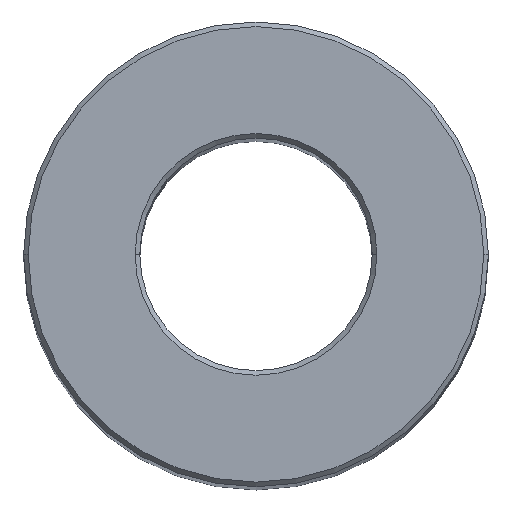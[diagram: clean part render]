
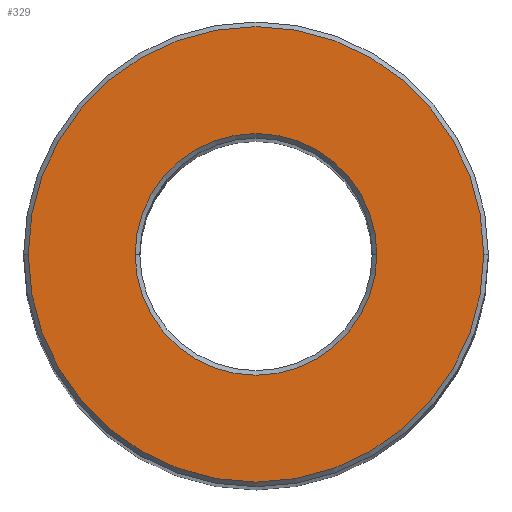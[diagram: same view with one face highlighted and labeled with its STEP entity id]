
A CAD part, top view. The second image highlights one B-rep face of the part: STEP entity #329.
In plain terms, the highlighted planar face has unit normal (0, 0, 1).
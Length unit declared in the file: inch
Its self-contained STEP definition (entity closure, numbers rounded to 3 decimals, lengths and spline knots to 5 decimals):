
#57=CARTESIAN_POINT('',(-0.13,0.,1.002));
#58=VERTEX_POINT('',#57);
#74=CARTESIAN_POINT('',(0.13,0.,1.002));
#75=VERTEX_POINT('',#74);
#82=CARTESIAN_POINT('',(0.0,0.0,1.002));
#83=DIRECTION('',(0.0,0.0,1.0));
#84=DIRECTION('',(-1.0,0.0,0.0));
#85=AXIS2_PLACEMENT_3D('',#82,#83,#84);
#86=CIRCLE('',#85,0.13);
#87=EDGE_CURVE('',#75,#58,#86,.T.);
#241=CARTESIAN_POINT('',(-0.245,0.,1.002));
#242=VERTEX_POINT('',#241);
#249=CARTESIAN_POINT('',(0.245,0.,1.002));
#250=VERTEX_POINT('',#249);
#251=CARTESIAN_POINT('',(0.0,0.0,1.002));
#252=DIRECTION('',(0.0,0.0,-1.0));
#253=DIRECTION('',(-1.0,0.0,0.0));
#254=AXIS2_PLACEMENT_3D('',#251,#252,#253);
#255=CIRCLE('',#254,0.245);
#256=EDGE_CURVE('',#242,#250,#255,.T.);
#282=CARTESIAN_POINT('',(0.0,0.0,1.002));
#283=DIRECTION('',(0.0,0.0,-1.0));
#284=DIRECTION('',(-1.0,0.0,0.0));
#285=AXIS2_PLACEMENT_3D('',#282,#283,#284);
#286=CIRCLE('',#285,0.245);
#287=EDGE_CURVE('',#250,#242,#286,.T.);
#310=CARTESIAN_POINT('',(0.0,0.0,1.002));
#311=DIRECTION('',(0.0,0.0,-1.0));
#312=DIRECTION('',(-1.0,0.0,0.0));
#313=AXIS2_PLACEMENT_3D('',#310,#311,#312);
#314=PLANE('',#313);
#315=ORIENTED_EDGE('',*,*,#287,.F.);
#316=ORIENTED_EDGE('',*,*,#256,.F.);
#317=EDGE_LOOP('',(#315,#316));
#318=FACE_OUTER_BOUND('',#317,.T.);
#319=ORIENTED_EDGE('',*,*,#87,.F.);
#320=CARTESIAN_POINT('',(0.0,0.0,1.002));
#321=DIRECTION('',(0.0,0.0,1.0));
#322=DIRECTION('',(-1.0,0.0,0.0));
#323=AXIS2_PLACEMENT_3D('',#320,#321,#322);
#324=CIRCLE('',#323,0.13);
#325=EDGE_CURVE('',#58,#75,#324,.T.);
#326=ORIENTED_EDGE('',*,*,#325,.F.);
#327=EDGE_LOOP('',(#319,#326));
#328=FACE_BOUND('',#327,.T.);
#329=ADVANCED_FACE('',(#318,#328),#314,.F.);
